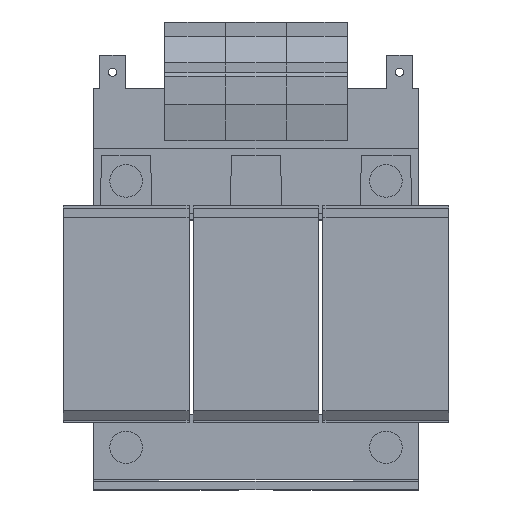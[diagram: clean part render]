
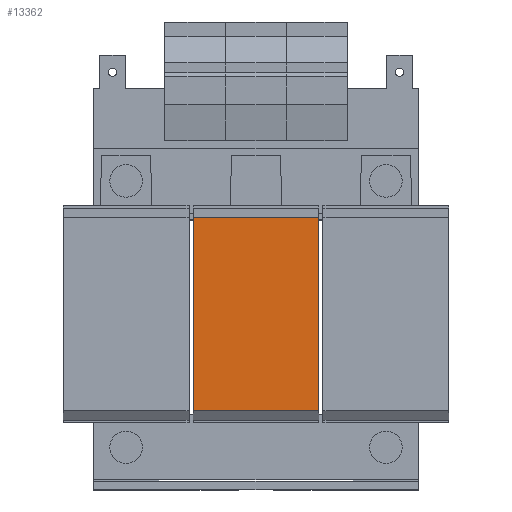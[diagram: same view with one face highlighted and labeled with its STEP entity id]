
A CAD part, top view. The second image highlights one B-rep face of the part: STEP entity #13362.
In plain terms, the highlighted planar face has unit normal (0, 0, 1).
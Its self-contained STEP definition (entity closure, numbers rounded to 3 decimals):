
#1155 = CARTESIAN_POINT ( 'NONE',  ( 15.5, 23.8, 18.35 ) ) ;
#1600 = EDGE_CURVE ( 'NONE', #5733, #12323, #1975, .T. ) ;
#1949 = CARTESIAN_POINT ( 'NONE',  ( 15.5, -23.8, 18.35 ) ) ;
#1975 = LINE ( 'NONE', #1949, #6820 ) ;
#2324 = CARTESIAN_POINT ( 'NONE',  ( 15.5, -23.8, 18.35 ) ) ;
#2495 = CARTESIAN_POINT ( 'NONE',  ( 15.5, -23.8, 18.35 ) ) ;
#2574 = VECTOR ( 'NONE', #13326, 1000. ) ;
#2996 = DIRECTION ( 'NONE',  ( -1., 0., 0. ) ) ;
#3738 = EDGE_CURVE ( 'NONE', #10032, #5733, #11744, .T. ) ;
#3870 = CARTESIAN_POINT ( 'NONE',  ( -15.5, -23.8, 18.35 ) ) ;
#4606 = ORIENTED_EDGE ( 'NONE', *, *, #6602, .T. ) ;
#5559 = CARTESIAN_POINT ( 'NONE',  ( -15.5, 23.8, 18.35 ) ) ;
#5639 = DIRECTION ( 'NONE',  ( 0., 1., 0. ) ) ;
#5733 = VERTEX_POINT ( 'NONE', #2324 ) ;
#6130 = CARTESIAN_POINT ( 'NONE',  ( -15.5, -23.8, 18.35 ) ) ;
#6602 = EDGE_CURVE ( 'NONE', #10032, #10742, #9888, .T. ) ;
#6820 = VECTOR ( 'NONE', #2996, 1000. ) ;
#7358 = ORIENTED_EDGE ( 'NONE', *, *, #1600, .F. ) ;
#7823 = EDGE_LOOP ( 'NONE', ( #8461, #7358, #8333, #4606 ) ) ;
#8333 = ORIENTED_EDGE ( 'NONE', *, *, #3738, .F. ) ;
#8384 = DIRECTION ( 'NONE',  ( -1., 0., 0. ) ) ;
#8461 = ORIENTED_EDGE ( 'NONE', *, *, #8519, .T. ) ;
#8519 = EDGE_CURVE ( 'NONE', #10742, #12323, #13212, .T. ) ;
#8581 = DIRECTION ( 'NONE',  ( 0., -1., 0. ) ) ;
#9027 = VECTOR ( 'NONE', #8581, 1000. ) ;
#9538 = CARTESIAN_POINT ( 'NONE',  ( 15.5, -23.8, 18.35 ) ) ;
#9888 = LINE ( 'NONE', #1155, #12593 ) ;
#10032 = VERTEX_POINT ( 'NONE', #10797 ) ;
#10742 = VERTEX_POINT ( 'NONE', #5559 ) ;
#10797 = CARTESIAN_POINT ( 'NONE',  ( 15.5, 23.8, 18.35 ) ) ;
#10821 = PLANE ( 'NONE',  #11913 ) ;
#11344 = FACE_OUTER_BOUND ( 'NONE', #7823, .T. ) ;
#11744 = LINE ( 'NONE', #9538, #9027 ) ;
#11913 = AXIS2_PLACEMENT_3D ( 'NONE', #2495, #12706, #5639 ) ;
#12323 = VERTEX_POINT ( 'NONE', #3870 ) ;
#12593 = VECTOR ( 'NONE', #8384, 1000. ) ;
#12706 = DIRECTION ( 'NONE',  ( 0., 0., -1. ) ) ;
#13212 = LINE ( 'NONE', #6130, #2574 ) ;
#13326 = DIRECTION ( 'NONE',  ( 0., -1., 0. ) ) ;
#13362 = ADVANCED_FACE ( 'NONE', ( #11344 ), #10821, .F. ) ;
